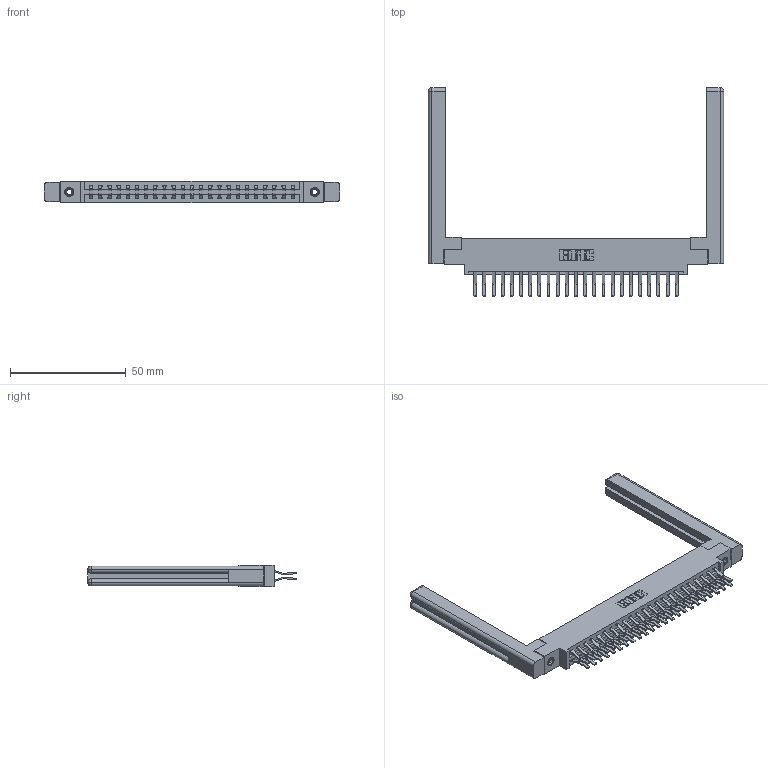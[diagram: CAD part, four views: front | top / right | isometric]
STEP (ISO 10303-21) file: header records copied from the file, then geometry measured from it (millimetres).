
FILE_DESCRIPTION (( 'STEP AP203' ), '1' );
FILE_NAME ('337-046-560-858.STEP', '2019-10-11T15:02:59', ( '' ), ( '' ), 'SwSTEP 2.0', 'SolidWorks 2016', '' );
FILE_SCHEMA (( 'CONFIG_CONTROL_DESIGN' ));
Length unit declared in the file: inch
Products named in the file (5): 345-292-001_560 Tail; 337-046-560-858; 337 Part_0.170 Offset - 0.156 Dia-TI; 345-250-001_345-250-001-102; 307-220-058
Assembly tree (51 placements, depth 2):
  337-046-560-858
    337 Part_0.170 Offset - 0.156 Dia-TI
    345-292-001_560 Tail  x46
    345-250-001_345-250-001-102  x2
    307-220-058  x2
Bounding box: 127.76 x 90.19 x 9.4 mm (x, y, z)
Volume: 20538 mm3; surface area: 20986.5 mm2
Topology: 51 solids, 51 shells, 2836 faces, 8359 edges, 5498 vertices
Faces by surface type: plane 1906, cylinder 906, cone 12, torus 12
Entity records: 23144 total; most frequent: CARTESIAN_POINT 3925, ORIENTED_EDGE 3800, DIRECTION 3392, EDGE_CURVE 1900, LINE 1720, VECTOR 1720, VERTEX_POINT 1258, AXIS2_PLACEMENT_3D 836
